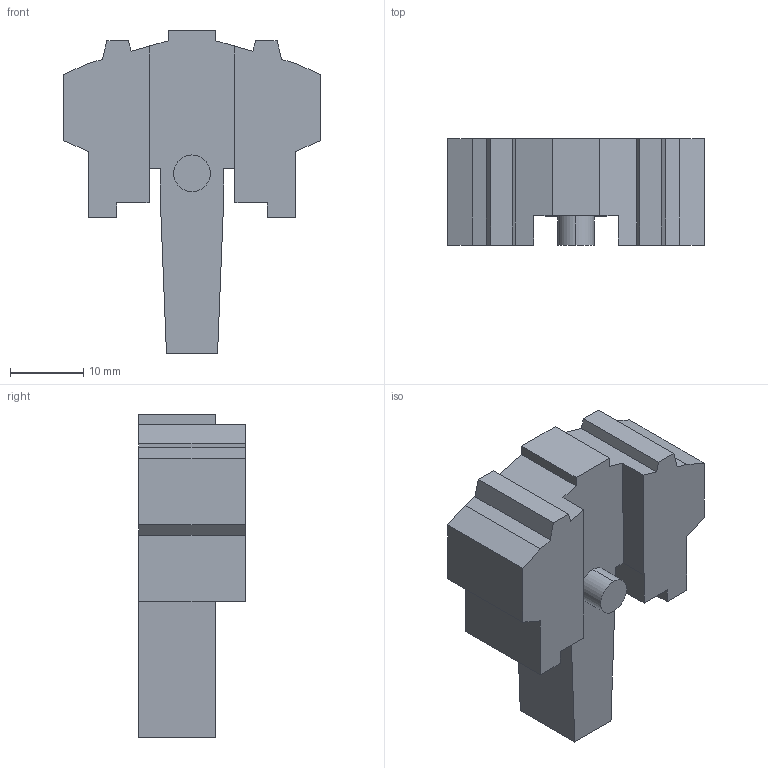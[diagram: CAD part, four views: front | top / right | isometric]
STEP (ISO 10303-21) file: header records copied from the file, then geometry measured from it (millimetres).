
FILE_DESCRIPTION (( 'STEP AP203' ), '1' );
FILE_NAME ('E-Wing Blank.STEP', '2016-03-27T20:55:20', ( '' ), ( '' ), 'SwSTEP 2.0', 'SolidWorks 2016', '' );
FILE_SCHEMA (( 'CONFIG_CONTROL_DESIGN' ));
Length unit declared in the file: millimetre
Products named in the file (1): E-Wing Blank
Bounding box: 35 x 14.5 x 44 mm (x, y, z)
Volume: 10683 mm3; surface area: 4178.6 mm2
Topology: 1 solids, 1 shells, 45 faces, 124 edges, 82 vertices
Faces by surface type: plane 43, cylinder 2
Entity records: 1483 total; most frequent: CARTESIAN_POINT 252, ORIENTED_EDGE 248, DIRECTION 220, EDGE_CURVE 124, VECTOR 120, LINE 120, VERTEX_POINT 82, AXIS2_PLACEMENT_3D 50
